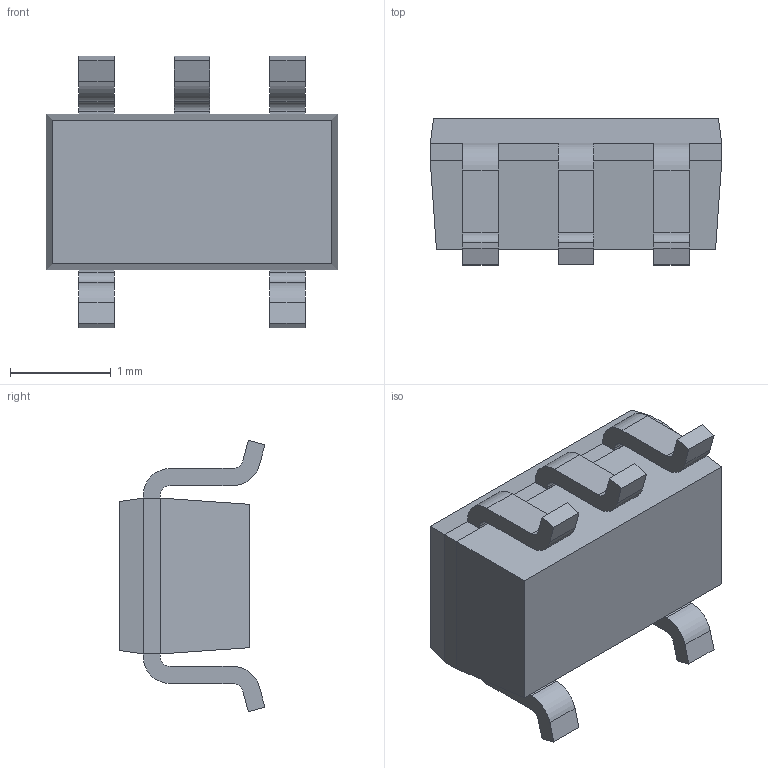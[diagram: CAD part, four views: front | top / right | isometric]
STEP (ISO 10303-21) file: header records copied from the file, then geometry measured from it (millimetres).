
FILE_DESCRIPTION (( 'STEP AP214' ), '1' );
FILE_NAME ('MCP73831T-2ACI(slash)OT.STEP', '2020-04-18T06:57:31', ( '' ), ( '' ), 'SwSTEP 2.0', 'SolidWorks 2017', '' );
FILE_SCHEMA (( 'AUTOMOTIVE_DESIGN' ));
Length unit declared in the file: millimetre
Products named in the file (1): MCP73831T-2ACI(slash)OT
Bounding box: 2.9 x 1.45 x 2.7 mm (x, y, z)
Volume: 6 mm3; surface area: 27.4 mm2
Topology: 6 solids, 6 shells, 84 faces, 208 edges, 136 vertices
Faces by surface type: plane 64, cylinder 20
Entity records: 2547 total; most frequent: CARTESIAN_POINT 429, DIRECTION 418, ORIENTED_EDGE 416, EDGE_CURVE 208, VECTOR 168, LINE 168, VERTEX_POINT 136, AXIS2_PLACEMENT_3D 125
